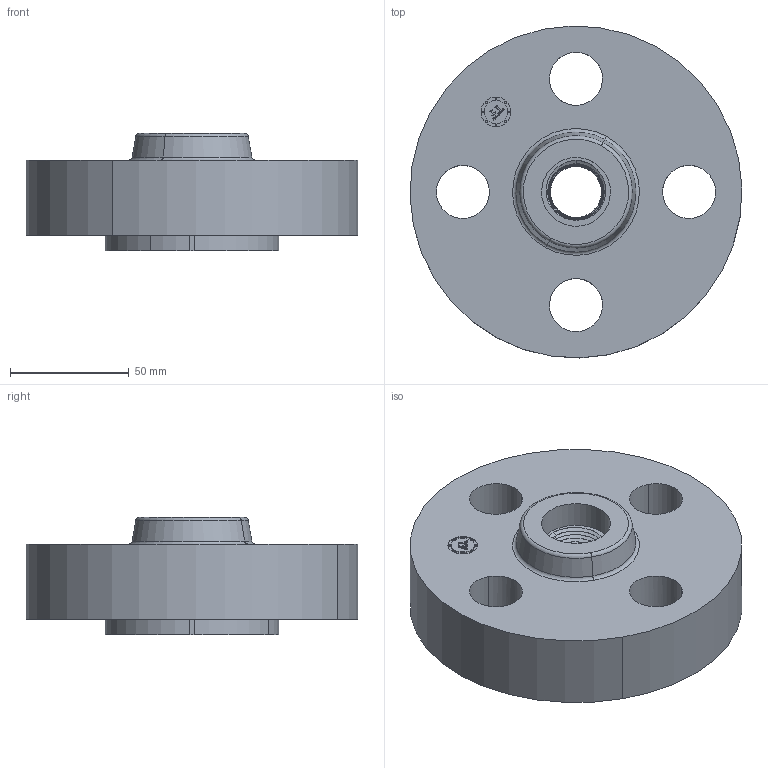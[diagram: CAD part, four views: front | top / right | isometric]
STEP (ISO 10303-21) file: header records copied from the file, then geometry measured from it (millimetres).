
FILE_DESCRIPTION(('3D STEP'),'2;1');
FILE_NAME('0.75-2500-THREADED-RTJ-FLANGE.stp','2013-03-16T08:51:11+00:00',('Texas Flange'),(''),'CATIA Version 5 Release 20 SP 6 (IN-10)','CATIA V5 STEP AP214','800-826-3801');
FILE_SCHEMA(('AUTOMOTIVE_DESIGN { 1 0 10303 214 1 1 1 1 }'));
Length unit declared in the file: inch
Products named in the file (1): 0.75-2500-THREADED-RTJ-FLANGE
Bounding box: 139.66 x 139.66 x 49.28 mm (x, y, z)
Volume: 453707 mm3; surface area: 59975.3 mm2
Topology: 1 solids, 1 shells, 642 faces, 1731 edges, 1109 vertices
Faces by surface type: plane 372, bspline 175, cone 49, cylinder 38, torus 8
Entity records: 25965 total; most frequent: CARTESIAN_POINT 9131, ORIENTED_EDGE 3462, DIRECTION 1990, EDGE_CURVE 1731, VECTOR 1134, LINE 1134, VERTEX_POINT 1109, EDGE_LOOP 670
